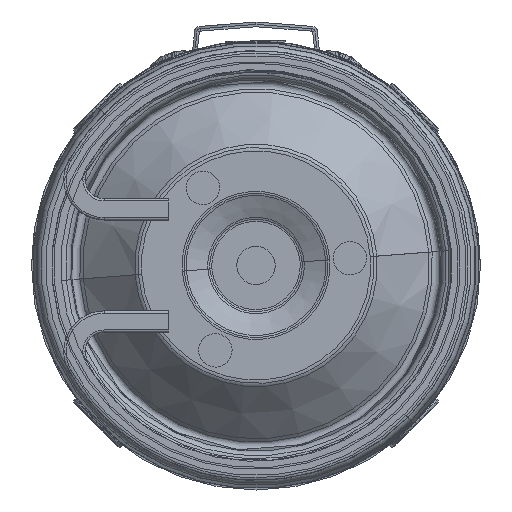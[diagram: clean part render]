
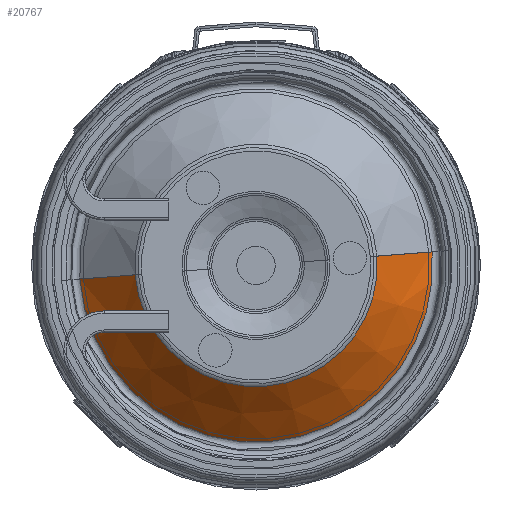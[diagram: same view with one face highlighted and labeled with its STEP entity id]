
A CAD part, front view. The second image highlights one B-rep face of the part: STEP entity #20767.
In plain terms, the highlighted conical face has half-angle 46.546 degrees and reference radius 25.375 mm.
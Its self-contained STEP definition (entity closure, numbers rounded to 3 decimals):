
#104 = CARTESIAN_POINT ( 'NONE',  ( 0., 0.548, 0. ) ) ;
#979 = VERTEX_POINT ( 'NONE', #9179 ) ;
#1751 = CIRCLE ( 'NONE', #26490, 36.962 ) ;
#4756 = VECTOR ( 'NONE', #21364, 1000. ) ;
#4839 = AXIS2_PLACEMENT_3D ( 'NONE', #104, #32318, #12859 ) ;
#5993 = VERTEX_POINT ( 'NONE', #6538 ) ;
#6538 = CARTESIAN_POINT ( 'NONE',  ( 0., 0.548, -25.376 ) ) ;
#8216 = VECTOR ( 'NONE', #13847, 1000. ) ;
#9179 = CARTESIAN_POINT ( 'NONE',  ( 0., 11.526, -36.962 ) ) ;
#9717 = CARTESIAN_POINT ( 'NONE',  ( 0., 0.548, 0. ) ) ;
#10402 = ORIENTED_EDGE ( 'NONE', *, *, #30160, .F. ) ;
#10519 = EDGE_CURVE ( 'NONE', #5993, #979, #20508, .T. ) ;
#11967 = CARTESIAN_POINT ( 'NONE',  ( 0., 0.548, 25.376 ) ) ;
#11985 = CONICAL_SURFACE ( 'NONE', #26697, 25.376, 0.812 ) ;
#12859 = DIRECTION ( 'NONE',  ( 0., 0., 1. ) ) ;
#13446 = FACE_OUTER_BOUND ( 'NONE', #29479, .T. ) ;
#13847 = DIRECTION ( 'NONE',  ( 0., 0.688, -0.726 ) ) ;
#14038 = ORIENTED_EDGE ( 'NONE', *, *, #10519, .F. ) ;
#14769 = ORIENTED_EDGE ( 'NONE', *, *, #25419, .T. ) ;
#16395 = DIRECTION ( 'NONE',  ( 0., 1., 0. ) ) ;
#17496 = ORIENTED_EDGE ( 'NONE', *, *, #24146, .T. ) ;
#18170 = CIRCLE ( 'NONE', #4839, 25.376 ) ;
#20508 = LINE ( 'NONE', #30150, #8216 ) ;
#20695 = DIRECTION ( 'NONE',  ( 0., 1., 0. ) ) ;
#20767 = ADVANCED_FACE ( 'NONE', ( #13446 ), #11985, .T. ) ;
#20891 = CARTESIAN_POINT ( 'NONE',  ( 0., 11.526, 0. ) ) ;
#21364 = DIRECTION ( 'NONE',  ( 0., 0.688, 0.726 ) ) ;
#21829 = CARTESIAN_POINT ( 'NONE',  ( 0., 0.548, 25.376 ) ) ;
#24146 = EDGE_CURVE ( 'NONE', #28411, #25402, #24519, .T. ) ;
#24519 = LINE ( 'NONE', #11967, #4756 ) ;
#25402 = VERTEX_POINT ( 'NONE', #35686 ) ;
#25419 = EDGE_CURVE ( 'NONE', #5993, #28411, #18170, .T. ) ;
#26490 = AXIS2_PLACEMENT_3D ( 'NONE', #20891, #20695, #30966 ) ;
#26697 = AXIS2_PLACEMENT_3D ( 'NONE', #9717, #16395, #28760 ) ;
#28411 = VERTEX_POINT ( 'NONE', #21829 ) ;
#28760 = DIRECTION ( 'NONE',  ( 0., 0., 1. ) ) ;
#29479 = EDGE_LOOP ( 'NONE', ( #14038, #14769, #17496, #10402 ) ) ;
#30150 = CARTESIAN_POINT ( 'NONE',  ( 0., 0.548, -25.376 ) ) ;
#30160 = EDGE_CURVE ( 'NONE', #979, #25402, #1751, .T. ) ;
#30966 = DIRECTION ( 'NONE',  ( 0., 0., 1. ) ) ;
#32318 = DIRECTION ( 'NONE',  ( 0., 1., 0. ) ) ;
#35686 = CARTESIAN_POINT ( 'NONE',  ( 0., 11.526, 36.962 ) ) ;
